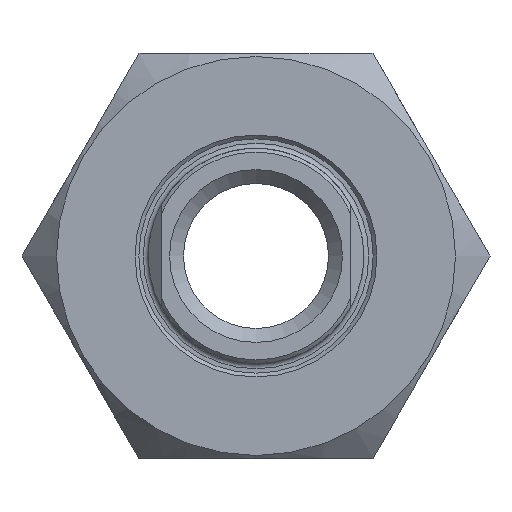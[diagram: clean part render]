
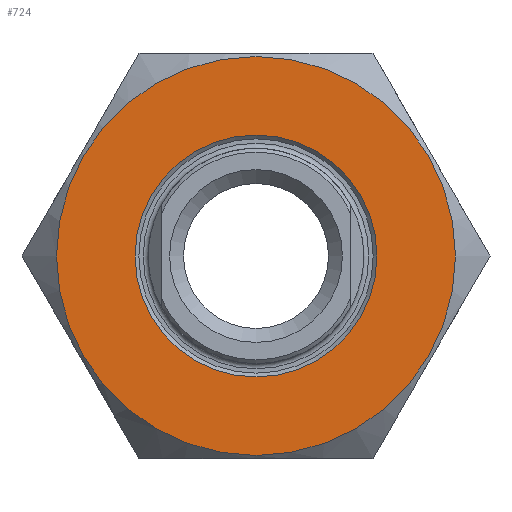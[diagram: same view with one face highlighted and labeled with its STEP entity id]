
A CAD part, left-side view. The second image highlights one B-rep face of the part: STEP entity #724.
In plain terms, the highlighted planar face has unit normal (-1, 0, 0).
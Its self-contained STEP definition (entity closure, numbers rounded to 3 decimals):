
#47=FACE_BOUND('',#132,.T.);
#60=PLANE('',#854);
#84=FACE_OUTER_BOUND('',#131,.T.);
#131=EDGE_LOOP('',(#538));
#132=EDGE_LOOP('',(#539));
#267=CIRCLE('',#835,15.75);
#274=CIRCLE('',#849,9.55);
#328=VERTEX_POINT('',#1235);
#334=VERTEX_POINT('',#1261);
#397=EDGE_CURVE('',#328,#328,#267,.T.);
#409=EDGE_CURVE('',#334,#334,#274,.T.);
#538=ORIENTED_EDGE('',*,*,#397,.T.);
#539=ORIENTED_EDGE('',*,*,#409,.F.);
#724=ADVANCED_FACE('',(#84,#47),#60,.T.);
#835=AXIS2_PLACEMENT_3D('',#1237,#946,#947);
#849=AXIS2_PLACEMENT_3D('',#1262,#979,#980);
#854=AXIS2_PLACEMENT_3D('',#1272,#991,#992);
#946=DIRECTION('center_axis',(-1.,0.,0.));
#947=DIRECTION('ref_axis',(0.,1.,0.));
#979=DIRECTION('center_axis',(-1.,0.,0.));
#980=DIRECTION('ref_axis',(0.,0.,-1.));
#991=DIRECTION('center_axis',(-1.,0.,0.));
#992=DIRECTION('ref_axis',(0.,0.,1.));
#1235=CARTESIAN_POINT('',(-13.5,-15.75,0.));
#1237=CARTESIAN_POINT('Origin',(-13.5,0.,0.));
#1261=CARTESIAN_POINT('',(-13.5,0.,9.55));
#1262=CARTESIAN_POINT('Origin',(-13.5,0.,0.));
#1272=CARTESIAN_POINT('Origin',(-13.5,0.,0.));
